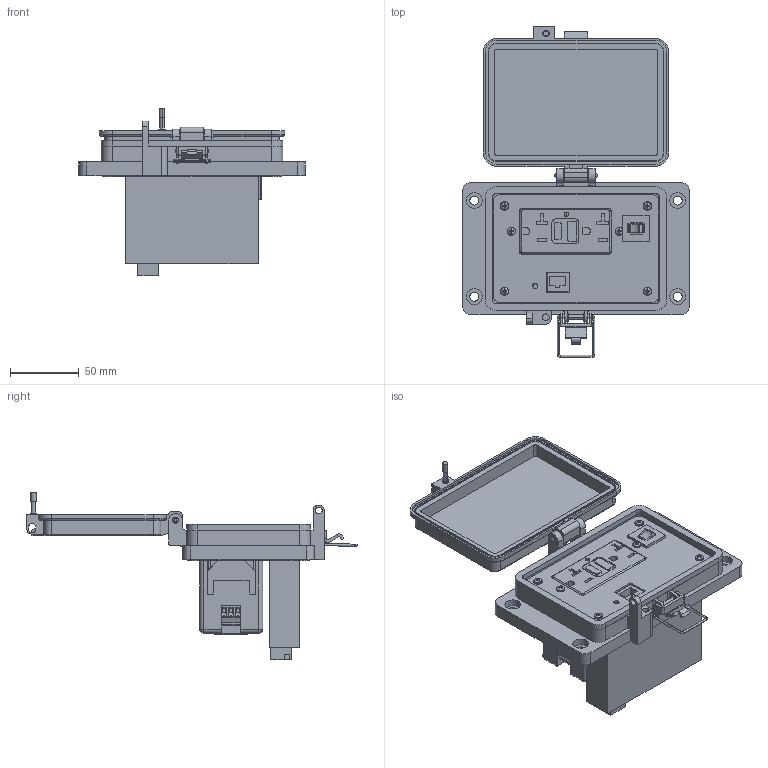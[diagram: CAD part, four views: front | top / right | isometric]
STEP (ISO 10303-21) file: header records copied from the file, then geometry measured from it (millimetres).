
FILE_DESCRIPTION (( 'STEP AP214' ), '1' );
FILE_NAME ('P-E5-M3RF3_3D.STEP', '2017-10-03T15:27:41', ( '' ), ( '' ), 'SwSTEP 2.0', 'SolidWorks 2017', '' );
FILE_SCHEMA (( 'AUTOMOTIVE_DESIGN' ));
Length unit declared in the file: millimetre
Products named in the file (9): Z-CB-SM; 92005A124_METRIC PAN HEAD PHILLIPS MACHINE SCREW_92005A124; RF_RF Clipped; Z-200-OTLT-RIOF_RF Clipped; P-E5-M3RF3_FP; P-E5-M3RF3_BP; P-E5-M3RF3_3D; H-X-M3; E5
Assembly tree (13 placements, depth 3):
  P-E5-M3RF3_3D
    P-E5-M3RF3_BP
    P-E5-M3RF3_FP
    RF_RF Clipped
      Z-200-OTLT-RIOF_RF Clipped
    92005A124_METRIC PAN HEAD PHILLIPS MACHINE SCREW_92005A124  x6
    Z-CB-SM
    E5
    H-X-M3
Bounding box: 164.96 x 240.59 x 121.99 mm (x, y, z)
Volume: 504669.3 mm3; surface area: 229938.6 mm2
Topology: 42 solids, 42 shells, 3286 faces, 8977 edges, 5878 vertices
Faces by surface type: plane 1524, cylinder 1479, bspline 184, cone 63, torus 24, sphere 12
Entity records: 99675 total; most frequent: CARTESIAN_POINT 20683, ORIENTED_EDGE 12632, DIRECTION 11280, EDGE_CURVE 6316, VECTOR 4156, LINE 4156, VERTEX_POINT 4133, AXIS2_PLACEMENT_3D 3562
